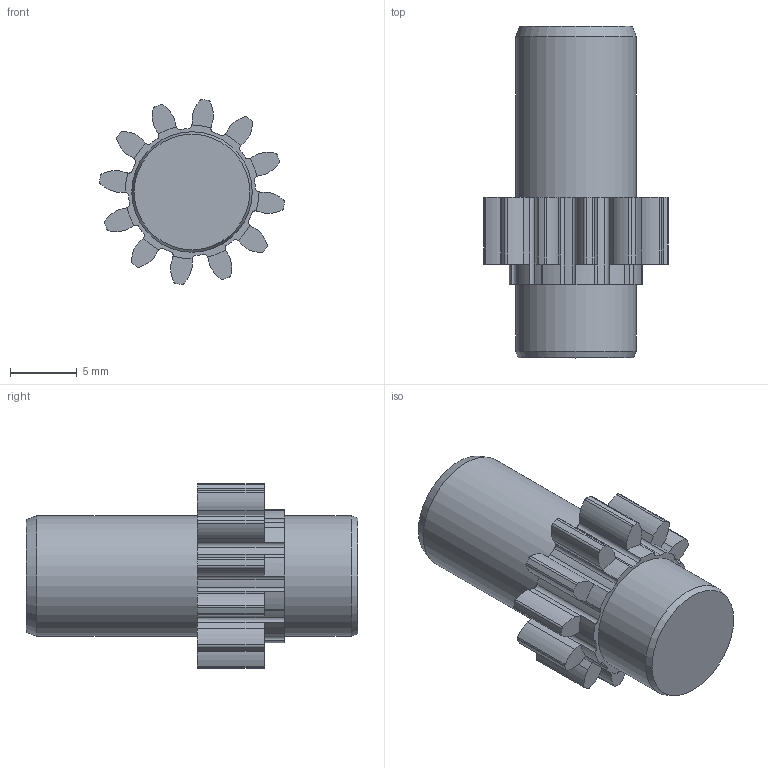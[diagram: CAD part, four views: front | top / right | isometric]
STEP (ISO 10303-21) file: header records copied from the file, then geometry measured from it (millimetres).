
FILE_DESCRIPTION(/* description */ (''),/* implementation_level */ '2;1');
FILE_NAME(/* name */ 'ACWA-0051-XX-MANCHON_MOT_PAP_ROT_GROS NEMA 17 v5_plantaire.step',/* time_stamp */ '2024-02-29T13:47:58+01:00',/* author */ (''),/* organization */ (''),/* preprocessor_version */ 'ST-DEVELOPER v20',/* originating_system */ 'Autodesk Translation Framework v12.20.1.177',/* authorisation */ '');
FILE_SCHEMA (('AUTOMOTIVE_DESIGN { 1 0 10303 214 3 1 1 }'));
Length unit declared in the file: millimetre
Products named in the file (1): ACWA-0051-XX-MANCHON_MOT_PAP_ROT_GROS NEMA 17
Bounding box: 13.82 x 24.8 x 13.82 mm (x, y, z)
Volume: 1372.5 mm3; surface area: 1489.5 mm2
Topology: 1 solids, 1 shells, 162 faces, 469 edges, 312 vertices
Faces by surface type: cylinder 89, plane 44, bspline 24, cone 5
Full cylindrical faces by diameter (mm): 5 x1, 9 x2
Entity records: 5645 total; most frequent: CARTESIAN_POINT 1292, ORIENTED_EDGE 938, DIRECTION 909, EDGE_CURVE 469, AXIS2_PLACEMENT_3D 351, VERTEX_POINT 312, CIRCLE 210, LINE 207
